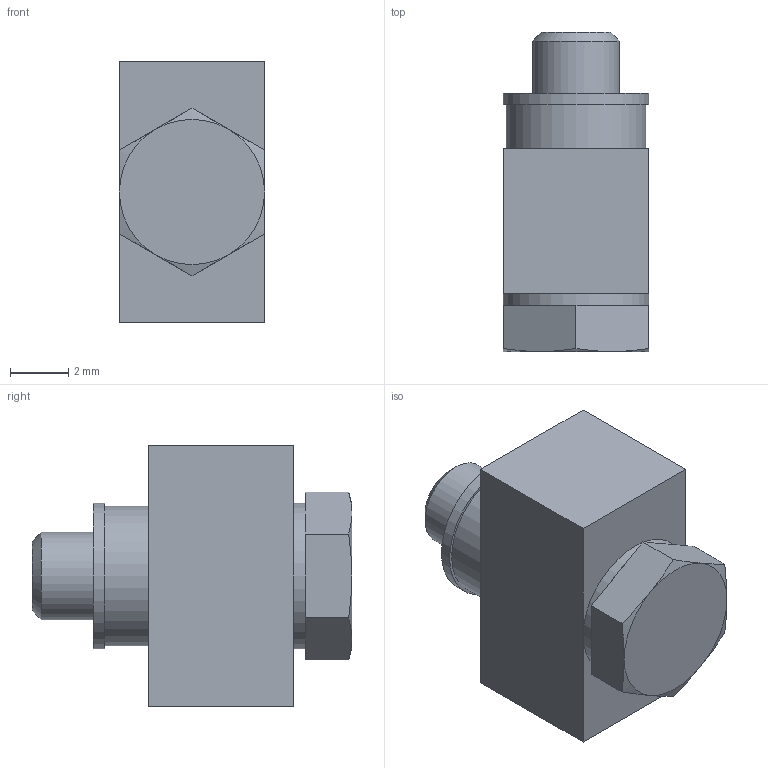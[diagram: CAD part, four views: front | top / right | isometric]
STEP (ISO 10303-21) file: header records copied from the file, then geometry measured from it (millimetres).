
FILE_DESCRIPTION(/* description */ (''),/* implementation_level */ '2;1');
FILE_NAME(/* name */ 'A-9768-4391-01-A_FORTiS UNIVERSAL ELBOW.stp',/* time_stamp */ '2022-02-14T10:45:22+00:00',/* author */ (''),/* organization */ (''),/* preprocessor_version */ 'ST-DEVELOPER v16.7',/* originating_system */ 'SIEMENS PLM Software NX 1946',/* authorisation */ '');
FILE_SCHEMA (('AUTOMOTIVE_DESIGN { 1 0 10303 214 3 1 1 1 }'));
Length unit declared in the file: millimetre
Products named in the file (1): mb13155C470Aaj4v
Bounding box: 5 x 11 x 9 mm (x, y, z)
Volume: 294.3 mm3; surface area: 366.3 mm2
Topology: 1 solids, 1 shells, 39 faces, 79 edges, 47 vertices
Faces by surface type: plane 25, cone 8, cylinder 6
Full cylindrical faces by diameter (mm): 1.2 x1, 2.459 x1, 3 x1, 4.8 x1, 5 x2
Entity records: 1272 total; most frequent: CARTESIAN_POINT 192, DIRECTION 164, ORIENTED_EDGE 140, EDGE_CURVE 70, AXIS2_PLACEMENT_3D 66, EDGE_LOOP 52, VERTEX_POINT 46, PRESENTATION_STYLE_ASSIGNMENT 40
